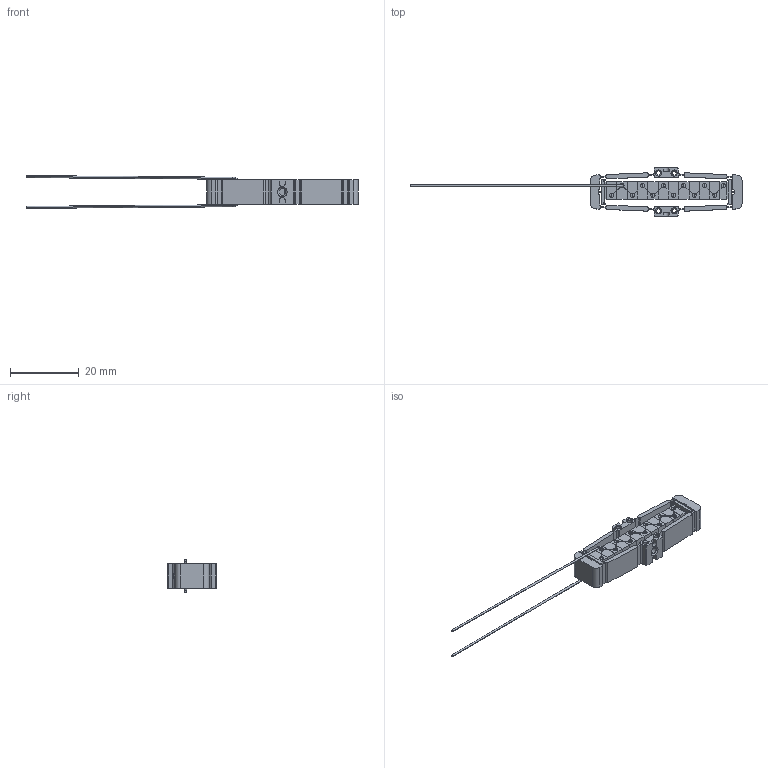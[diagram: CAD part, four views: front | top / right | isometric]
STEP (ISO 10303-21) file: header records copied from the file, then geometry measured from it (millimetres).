
FILE_DESCRIPTION (( 'STEP AP203' ), '1' );
FILE_NAME ('APF503.STEP', '2017-06-16T12:08:25', ( '' ), ( '' ), 'SwSTEP 2.0', 'SolidWorks 2016', '' );
FILE_SCHEMA (( 'CONFIG_CONTROL_DESIGN' ));
Length unit declared in the file: millimetre
Products named in the file (1): APF503
Bounding box: 96.55 x 14 x 9.53 mm (x, y, z)
Surface area: 3333.2 mm2 (no closed solid volume)
Topology: 0 solids, 39 shells, 618 faces, 1803 edges, 1188 vertices
Faces by surface type: plane 269, cylinder 234, sphere 48, bspline 47, cone 20
Entity records: 22929 total; most frequent: CARTESIAN_POINT 6801, DIRECTION 3296, ORIENTED_EDGE 3220, EDGE_CURVE 1803, VERTEX_POINT 1188, LINE 1150, VECTOR 1150, AXIS2_PLACEMENT_3D 1073
